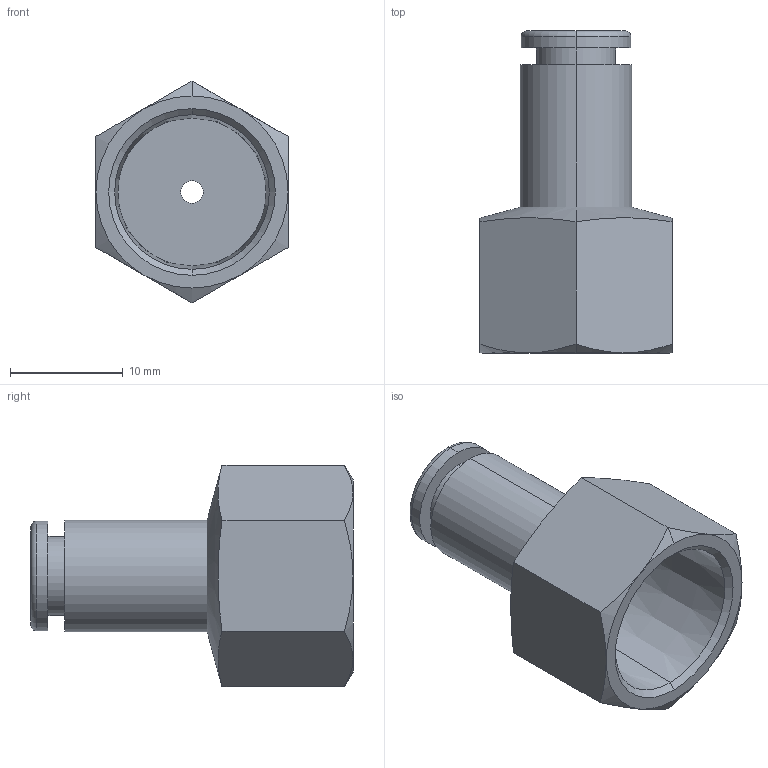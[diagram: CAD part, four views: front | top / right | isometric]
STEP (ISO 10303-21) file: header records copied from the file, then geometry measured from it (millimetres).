
FILE_DESCRIPTION (( 'STEP AP214' ), '1' );
FILE_NAME ('KQ2F06-02A.step.step', '2016-02-29T17:09:43', ( 'Windows User' ), ( '' ), 'SwSTEP 2.0', 'SolidWorks 2016', '' );
FILE_SCHEMA (( 'AUTOMOTIVE_DESIGN' ));
Length unit declared in the file: millimetre
Products named in the file (2): KQ2F06-02A.step_KQ2F_06-02; KQ2F06-02A.step
Assembly tree (1 placements, depth 2):
  KQ2F06-02A.step
    KQ2F06-02A.step_KQ2F_06-02
Bounding box: 17 x 28.5 x 19.63 mm (x, y, z)
Volume: 2441.8 mm3; surface area: 2397 mm2
Topology: 1 solids, 1 shells, 39 faces, 82 edges, 49 vertices
Faces by surface type: cone 13, plane 12, cylinder 10, torus 4
Entity records: 1408 total; most frequent: CARTESIAN_POINT 276, DIRECTION 191, ORIENTED_EDGE 164, AXIS2_PLACEMENT_3D 84, EDGE_CURVE 82, VERTEX_POINT 49, EDGE_LOOP 45, CIRCLE 41
